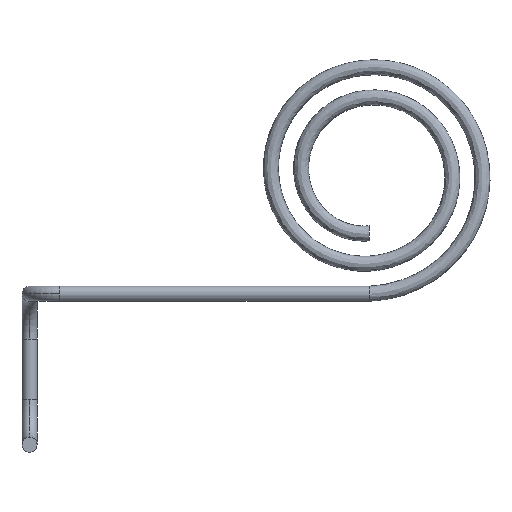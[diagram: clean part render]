
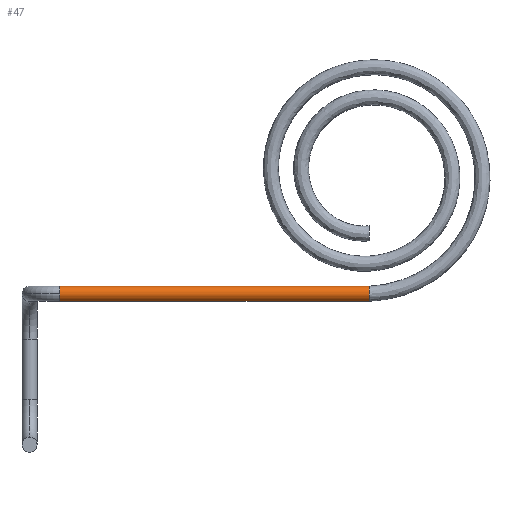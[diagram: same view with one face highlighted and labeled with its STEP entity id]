
A CAD part, front view. The second image highlights one B-rep face of the part: STEP entity #47.
In plain terms, the highlighted cylindrical face has radius 0.25 mm (diameter 0.5 mm), a partial arc.
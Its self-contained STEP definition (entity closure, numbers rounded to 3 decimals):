
#37 = AXIS2_PLACEMENT_3D ( 'NONE', #389, #1280, #522 ) ;
#47 = ADVANCED_FACE ( 'NONE', ( #291 ), #743, .T. ) ;
#56 = CARTESIAN_POINT ( 'NONE',  ( -10.25, 0., -4. ) ) ;
#150 = DIRECTION ( 'NONE',  ( 1., 0., 0. ) ) ;
#168 = DIRECTION ( 'NONE',  ( 0., 0., 1. ) ) ;
#172 = CARTESIAN_POINT ( 'NONE',  ( -10.25, 0., -4.25 ) ) ;
#211 = AXIS2_PLACEMENT_3D ( 'NONE', #1459, #519, #1032 ) ;
#228 = DIRECTION ( 'NONE',  ( 0., 0., 1. ) ) ;
#232 = AXIS2_PLACEMENT_3D ( 'NONE', #1414, #1055, #228 ) ;
#261 = EDGE_CURVE ( 'NONE', #1507, #789, #730, .T. ) ;
#268 = CARTESIAN_POINT ( 'NONE',  ( -10.25, 0., -3.75 ) ) ;
#291 = FACE_OUTER_BOUND ( 'NONE', #1332, .T. ) ;
#389 = CARTESIAN_POINT ( 'NONE',  ( -10.25, 0., -4. ) ) ;
#421 = VECTOR ( 'NONE', #150, 1000. ) ;
#427 = LINE ( 'NONE', #1423, #421 ) ;
#457 = EDGE_CURVE ( 'NONE', #821, #777, #607, .T. ) ;
#480 = VECTOR ( 'NONE', #871, 1000. ) ;
#486 = LINE ( 'NONE', #739, #480 ) ;
#519 = DIRECTION ( 'NONE',  ( 1., 0., 0. ) ) ;
#522 = DIRECTION ( 'NONE',  ( 0., 0., 1. ) ) ;
#607 = CIRCLE ( 'NONE', #37, 0.25 ) ;
#681 = EDGE_CURVE ( 'NONE', #777, #789, #486, .T. ) ;
#730 = CIRCLE ( 'NONE', #232, 0.25 ) ;
#734 = AXIS2_PLACEMENT_3D ( 'NONE', #56, #951, #168 ) ;
#739 = CARTESIAN_POINT ( 'NONE',  ( -10.25, 0., -3.75 ) ) ;
#743 = CYLINDRICAL_SURFACE ( 'NONE', #211, 0.25 ) ;
#773 = EDGE_CURVE ( 'NONE', #1283, #1507, #427, .T. ) ;
#777 = VERTEX_POINT ( 'NONE', #268 ) ;
#789 = VERTEX_POINT ( 'NONE', #1417 ) ;
#804 = CARTESIAN_POINT ( 'NONE',  ( 0., 0., -4.25 ) ) ;
#814 = ORIENTED_EDGE ( 'NONE', *, *, #773, .T. ) ;
#821 = VERTEX_POINT ( 'NONE', #935 ) ;
#871 = DIRECTION ( 'NONE',  ( 1., 0., 0. ) ) ;
#935 = CARTESIAN_POINT ( 'NONE',  ( -10.25, -0.25, -4. ) ) ;
#944 = EDGE_CURVE ( 'NONE', #1283, #821, #1369, .T. ) ;
#951 = DIRECTION ( 'NONE',  ( -1., 0., 0. ) ) ;
#1032 = DIRECTION ( 'NONE',  ( 0., 0., -1. ) ) ;
#1055 = DIRECTION ( 'NONE',  ( -1., 0., 0. ) ) ;
#1122 = ORIENTED_EDGE ( 'NONE', *, *, #944, .F. ) ;
#1280 = DIRECTION ( 'NONE',  ( -1., 0., 0. ) ) ;
#1283 = VERTEX_POINT ( 'NONE', #172 ) ;
#1330 = ORIENTED_EDGE ( 'NONE', *, *, #457, .F. ) ;
#1332 = EDGE_LOOP ( 'NONE', ( #1530, #1330, #1122, #814, #1445 ) ) ;
#1369 = CIRCLE ( 'NONE', #734, 0.25 ) ;
#1414 = CARTESIAN_POINT ( 'NONE',  ( 0., 0., -4. ) ) ;
#1417 = CARTESIAN_POINT ( 'NONE',  ( 0., 0., -3.75 ) ) ;
#1423 = CARTESIAN_POINT ( 'NONE',  ( -10.25, 0., -4.25 ) ) ;
#1445 = ORIENTED_EDGE ( 'NONE', *, *, #261, .T. ) ;
#1459 = CARTESIAN_POINT ( 'NONE',  ( -10.25, 0., -4. ) ) ;
#1507 = VERTEX_POINT ( 'NONE', #804 ) ;
#1530 = ORIENTED_EDGE ( 'NONE', *, *, #681, .F. ) ;
